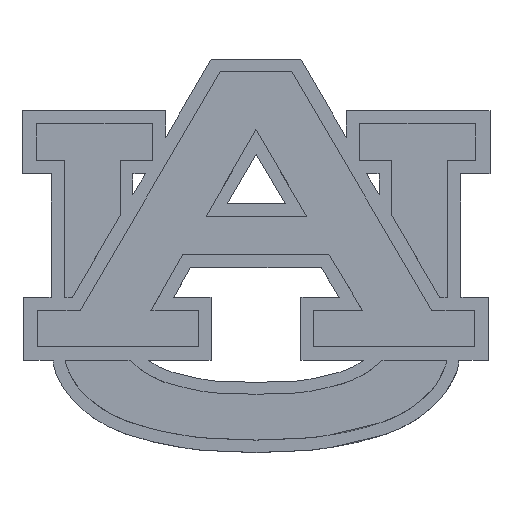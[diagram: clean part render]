
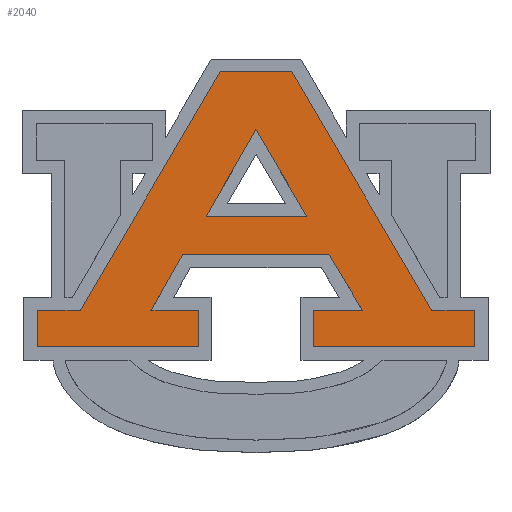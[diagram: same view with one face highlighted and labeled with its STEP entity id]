
A CAD part, top view. The second image highlights one B-rep face of the part: STEP entity #2040.
In plain terms, the highlighted planar face has unit normal (0, 0, 1).
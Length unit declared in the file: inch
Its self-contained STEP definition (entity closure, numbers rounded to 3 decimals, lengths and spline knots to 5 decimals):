
#64=FACE_BOUND('',#209,.T.);
#102=FACE_OUTER_BOUND('',#208,.T.);
#208=EDGE_LOOP('',(#1435,#1436,#1437,#1438,#1439,#1440,#1441,#1442,#1443,
#1444,#1445,#1446,#1447,#1448,#1449,#1450,#1451));
#209=EDGE_LOOP('',(#1452,#1453,#1454));
#316=LINE('',#2700,#582);
#319=LINE('',#2705,#585);
#323=LINE('',#2715,#589);
#328=LINE('',#2724,#594);
#331=LINE('',#2730,#597);
#336=LINE('',#2740,#602);
#337=LINE('',#2742,#603);
#339=LINE('',#2747,#605);
#343=LINE('',#2755,#609);
#346=LINE('',#2761,#612);
#349=LINE('',#2767,#615);
#352=LINE('',#2773,#618);
#355=LINE('',#2779,#621);
#358=LINE('',#2785,#624);
#361=LINE('',#2791,#627);
#364=LINE('',#2797,#630);
#367=LINE('',#2803,#633);
#370=LINE('',#2809,#636);
#373=LINE('',#2815,#639);
#377=LINE('',#2821,#643);
#582=VECTOR('',#2249,1.5748);
#585=VECTOR('',#2254,1.5748);
#589=VECTOR('',#2260,1.5748);
#594=VECTOR('',#2267,1.5748);
#597=VECTOR('',#2272,1.5748);
#602=VECTOR('',#2279,1.5748);
#603=VECTOR('',#2282,1.5748);
#605=VECTOR('',#2286,1.5748);
#609=VECTOR('',#2292,1.5748);
#612=VECTOR('',#2297,1.5748);
#615=VECTOR('',#2302,1.5748);
#618=VECTOR('',#2307,1.5748);
#621=VECTOR('',#2312,1.5748);
#624=VECTOR('',#2317,1.5748);
#627=VECTOR('',#2322,1.5748);
#630=VECTOR('',#2327,1.5748);
#633=VECTOR('',#2332,1.5748);
#636=VECTOR('',#2337,1.5748);
#639=VECTOR('',#2342,1.5748);
#643=VECTOR('',#2348,1.5748);
#844=VERTEX_POINT('',#2697);
#845=VERTEX_POINT('',#2699);
#846=VERTEX_POINT('',#2703);
#850=VERTEX_POINT('',#2712);
#851=VERTEX_POINT('',#2714);
#854=VERTEX_POINT('',#2722);
#856=VERTEX_POINT('',#2728);
#860=VERTEX_POINT('',#2738);
#862=VERTEX_POINT('',#2746);
#865=VERTEX_POINT('',#2754);
#867=VERTEX_POINT('',#2760);
#869=VERTEX_POINT('',#2766);
#871=VERTEX_POINT('',#2772);
#873=VERTEX_POINT('',#2778);
#875=VERTEX_POINT('',#2784);
#877=VERTEX_POINT('',#2790);
#879=VERTEX_POINT('',#2796);
#881=VERTEX_POINT('',#2802);
#883=VERTEX_POINT('',#2808);
#885=VERTEX_POINT('',#2814);
#1046=EDGE_CURVE('',#845,#844,#316,.T.);
#1049=EDGE_CURVE('',#844,#846,#319,.T.);
#1053=EDGE_CURVE('',#851,#850,#323,.T.);
#1058=EDGE_CURVE('',#850,#854,#328,.T.);
#1061=EDGE_CURVE('',#854,#856,#331,.T.);
#1066=EDGE_CURVE('',#856,#860,#336,.T.);
#1067=EDGE_CURVE('',#846,#845,#337,.T.);
#1069=EDGE_CURVE('',#862,#851,#339,.T.);
#1073=EDGE_CURVE('',#865,#862,#343,.T.);
#1076=EDGE_CURVE('',#867,#865,#346,.T.);
#1079=EDGE_CURVE('',#869,#867,#349,.T.);
#1082=EDGE_CURVE('',#871,#869,#352,.T.);
#1085=EDGE_CURVE('',#873,#871,#355,.T.);
#1088=EDGE_CURVE('',#875,#873,#358,.T.);
#1091=EDGE_CURVE('',#877,#875,#361,.T.);
#1094=EDGE_CURVE('',#879,#877,#364,.T.);
#1097=EDGE_CURVE('',#881,#879,#367,.T.);
#1100=EDGE_CURVE('',#883,#881,#370,.T.);
#1103=EDGE_CURVE('',#885,#883,#373,.T.);
#1107=EDGE_CURVE('',#860,#885,#377,.T.);
#1435=ORIENTED_EDGE('',*,*,#1066,.T.);
#1436=ORIENTED_EDGE('',*,*,#1107,.T.);
#1437=ORIENTED_EDGE('',*,*,#1103,.T.);
#1438=ORIENTED_EDGE('',*,*,#1100,.T.);
#1439=ORIENTED_EDGE('',*,*,#1097,.T.);
#1440=ORIENTED_EDGE('',*,*,#1094,.T.);
#1441=ORIENTED_EDGE('',*,*,#1091,.T.);
#1442=ORIENTED_EDGE('',*,*,#1088,.T.);
#1443=ORIENTED_EDGE('',*,*,#1085,.T.);
#1444=ORIENTED_EDGE('',*,*,#1082,.T.);
#1445=ORIENTED_EDGE('',*,*,#1079,.T.);
#1446=ORIENTED_EDGE('',*,*,#1076,.T.);
#1447=ORIENTED_EDGE('',*,*,#1073,.T.);
#1448=ORIENTED_EDGE('',*,*,#1069,.T.);
#1449=ORIENTED_EDGE('',*,*,#1053,.T.);
#1450=ORIENTED_EDGE('',*,*,#1058,.T.);
#1451=ORIENTED_EDGE('',*,*,#1061,.T.);
#1452=ORIENTED_EDGE('',*,*,#1067,.T.);
#1453=ORIENTED_EDGE('',*,*,#1046,.T.);
#1454=ORIENTED_EDGE('',*,*,#1049,.T.);
#1951=PLANE('',#2159);
#2040=ADVANCED_FACE('',(#102,#64),#1951,.T.);
#2159=AXIS2_PLACEMENT_3D('',#2822,#2349,#2350);
#2249=DIRECTION('',(0.506,-0.863,0.));
#2254=DIRECTION('',(-1.,0.,0.));
#2260=DIRECTION('',(0.493,0.87,0.));
#2267=DIRECTION('',(1.,0.,0.));
#2272=DIRECTION('',(0.514,-0.858,0.));
#2279=DIRECTION('',(0.514,-0.858,0.));
#2282=DIRECTION('',(0.5,0.866,0.));
#2286=DIRECTION('',(-1.,0.,0.));
#2292=DIRECTION('',(0.,1.,0.));
#2297=DIRECTION('',(1.,0.,0.));
#2302=DIRECTION('',(0.,-1.,0.));
#2307=DIRECTION('',(-1.,0.,0.));
#2312=DIRECTION('',(-0.506,-0.862,0.));
#2317=DIRECTION('',(-1.,0.,0.));
#2322=DIRECTION('',(-0.506,0.862,0.));
#2327=DIRECTION('',(-1.,0.,0.));
#2332=DIRECTION('',(0.,1.,0.));
#2337=DIRECTION('',(1.,0.,0.));
#2342=DIRECTION('',(0.,-1.,0.));
#2348=DIRECTION('',(-1.,0.002,0.));
#2349=DIRECTION('center_axis',(0.,0.,1.));
#2350=DIRECTION('ref_axis',(1.,0.,0.));
#2697=CARTESIAN_POINT('',(1.18254,-0.17895,0.1));
#2699=CARTESIAN_POINT('',(0.90391,0.29597,0.1));
#2700=CARTESIAN_POINT('',(0.90391,0.29597,0.1));
#2703=CARTESIAN_POINT('',(0.62964,-0.17895,0.1));
#2705=CARTESIAN_POINT('',(1.18254,-0.17895,0.1));
#2712=CARTESIAN_POINT('',(0.50092,-0.38886,0.1));
#2714=CARTESIAN_POINT('',(0.32601,-0.69743,0.1));
#2715=CARTESIAN_POINT('',(0.32601,-0.69743,0.1));
#2722=CARTESIAN_POINT('',(1.30489,-0.38886,0.1));
#2724=CARTESIAN_POINT('',(0.50092,-0.38886,0.1));
#2728=CARTESIAN_POINT('',(1.38519,-0.52294,0.1));
#2730=CARTESIAN_POINT('',(1.42444,-0.58848,0.1));
#2738=CARTESIAN_POINT('',(1.4895,-0.69712,0.1));
#2740=CARTESIAN_POINT('',(1.38519,-0.52294,0.1));
#2742=CARTESIAN_POINT('',(0.90391,0.29597,0.1));
#2746=CARTESIAN_POINT('',(0.58973,-0.69743,0.1));
#2747=CARTESIAN_POINT('',(0.65664,-0.69743,0.1));
#2754=CARTESIAN_POINT('',(0.58973,-0.8976,0.1));
#2755=CARTESIAN_POINT('',(0.58973,-0.8976,0.1));
#2760=CARTESIAN_POINT('',(-0.29808,-0.8976,0.1));
#2761=CARTESIAN_POINT('',(-0.29808,-0.8976,0.1));
#2766=CARTESIAN_POINT('',(-0.29808,-0.69657,0.1));
#2767=CARTESIAN_POINT('',(-0.29808,-0.69657,0.1));
#2772=CARTESIAN_POINT('',(-0.06272,-0.69657,0.1));
#2773=CARTESIAN_POINT('',(0.58973,-0.69657,0.1));
#2778=CARTESIAN_POINT('',(0.70745,0.61517,0.1));
#2779=CARTESIAN_POINT('',(0.70745,0.61517,0.1));
#2784=CARTESIAN_POINT('',(1.10037,0.61517,0.1));
#2785=CARTESIAN_POINT('',(0.90391,0.61517,0.1));
#2790=CARTESIAN_POINT('',(1.87054,-0.69657,0.1));
#2791=CARTESIAN_POINT('',(1.10037,0.61517,0.1));
#2796=CARTESIAN_POINT('',(2.1059,-0.69657,0.1));
#2797=CARTESIAN_POINT('',(1.21809,-0.69657,0.1));
#2802=CARTESIAN_POINT('',(2.1059,-0.8976,0.1));
#2803=CARTESIAN_POINT('',(2.1059,-0.69657,0.1));
#2808=CARTESIAN_POINT('',(1.21809,-0.8976,0.1));
#2809=CARTESIAN_POINT('',(2.1059,-0.8976,0.1));
#2814=CARTESIAN_POINT('',(1.21809,-0.69657,0.1));
#2815=CARTESIAN_POINT('',(1.21809,-0.8976,0.1));
#2821=CARTESIAN_POINT('',(1.4895,-0.69712,0.1));
#2822=CARTESIAN_POINT('Origin',(0.90391,-0.14121,0.1));
